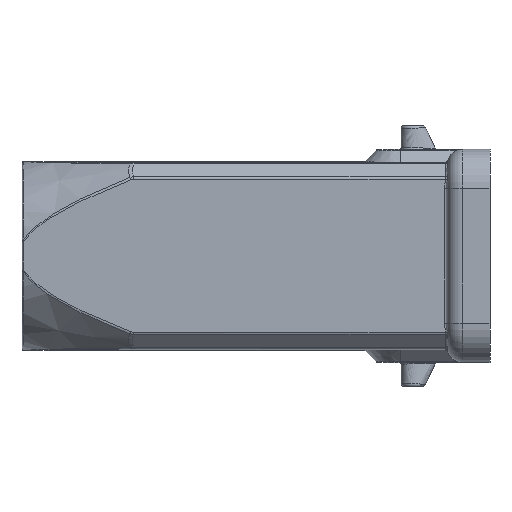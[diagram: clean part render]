
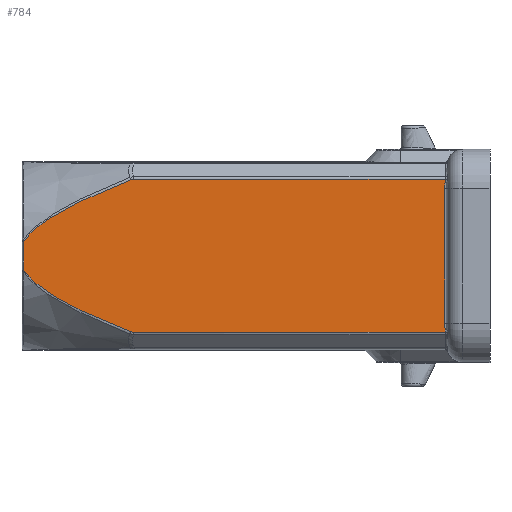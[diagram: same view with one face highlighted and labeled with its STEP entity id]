
A CAD part, top view. The second image highlights one B-rep face of the part: STEP entity #784.
In plain terms, the highlighted planar face has unit normal (0, 0, 1).
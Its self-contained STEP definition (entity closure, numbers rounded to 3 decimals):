
#215=PLANE('',#2790);
#252=FACE_OUTER_BOUND('',#1050,.T.);
#427=B_SPLINE_CURVE_WITH_KNOTS('',3,(#4015,#4016,#4017,#4018,#4019,#4020,
#4021,#4022),.UNSPECIFIED.,.F.,.F.,(4,2,2,4),(0.,0.5,0.75,
1.),.UNSPECIFIED.);
#428=B_SPLINE_CURVE_WITH_KNOTS('',3,(#4027,#4028,#4029,#4030,#4031,#4032,
#4033,#4034),.UNSPECIFIED.,.F.,.F.,(4,2,2,4),(0.,0.25,0.5,
1.),.UNSPECIFIED.);
#429=B_SPLINE_CURVE_WITH_KNOTS('',3,(#4036,#4037,#4038,#4039),
 .UNSPECIFIED.,.F.,.F.,(4,4),(0.,1.),.UNSPECIFIED.);
#430=B_SPLINE_CURVE_WITH_KNOTS('',3,(#4043,#4044,#4045,#4046),
 .UNSPECIFIED.,.F.,.F.,(4,4),(0.,1.),.UNSPECIFIED.);
#431=B_SPLINE_CURVE_WITH_KNOTS('',3,(#4050,#4051,#4052,#4053),
 .UNSPECIFIED.,.F.,.F.,(4,4),(0.,1.),.UNSPECIFIED.);
#432=B_SPLINE_CURVE_WITH_KNOTS('',3,(#4057,#4058,#4059,#4060,#4061,#4062,
#4063),.UNSPECIFIED.,.F.,.F.,(4,3,4),(0.,0.115,1.),
 .UNSPECIFIED.);
#593=LINE('',#4025,#705);
#594=LINE('',#4041,#706);
#595=LINE('',#4048,#707);
#596=LINE('',#4055,#708);
#705=VECTOR('',#3115,1.);
#706=VECTOR('',#3116,1.);
#707=VECTOR('',#3117,1.);
#708=VECTOR('',#3118,1.);
#784=ADVANCED_FACE('',(#252),#215,.F.);
#1050=EDGE_LOOP('',(#1334,#1335,#1336,#1337,#1338,#1339,#1340,#1341,#1342,
#1343));
#1334=ORIENTED_EDGE('',*,*,#2346,.T.);
#1335=ORIENTED_EDGE('',*,*,#2347,.T.);
#1336=ORIENTED_EDGE('',*,*,#2348,.T.);
#1337=ORIENTED_EDGE('',*,*,#2349,.T.);
#1338=ORIENTED_EDGE('',*,*,#2350,.T.);
#1339=ORIENTED_EDGE('',*,*,#2351,.T.);
#1340=ORIENTED_EDGE('',*,*,#2352,.T.);
#1341=ORIENTED_EDGE('',*,*,#2353,.T.);
#1342=ORIENTED_EDGE('',*,*,#2354,.T.);
#1343=ORIENTED_EDGE('',*,*,#2355,.T.);
#2097=VERTEX_POINT('',#4023);
#2098=VERTEX_POINT('',#4024);
#2099=VERTEX_POINT('',#4026);
#2100=VERTEX_POINT('',#4035);
#2101=VERTEX_POINT('',#4040);
#2102=VERTEX_POINT('',#4042);
#2103=VERTEX_POINT('',#4047);
#2104=VERTEX_POINT('',#4049);
#2105=VERTEX_POINT('',#4054);
#2106=VERTEX_POINT('',#4056);
#2346=EDGE_CURVE('',#2097,#2098,#427,.T.);
#2347=EDGE_CURVE('',#2098,#2099,#593,.T.);
#2348=EDGE_CURVE('',#2099,#2100,#428,.T.);
#2349=EDGE_CURVE('',#2100,#2101,#429,.T.);
#2350=EDGE_CURVE('',#2101,#2102,#594,.T.);
#2351=EDGE_CURVE('',#2102,#2103,#430,.T.);
#2352=EDGE_CURVE('',#2103,#2104,#595,.T.);
#2353=EDGE_CURVE('',#2104,#2105,#431,.T.);
#2354=EDGE_CURVE('',#2105,#2106,#596,.T.);
#2355=EDGE_CURVE('',#2106,#2097,#432,.T.);
#2790=AXIS2_PLACEMENT_3D('',#4064,#3119,#3120);
#3115=DIRECTION('',(0.,-1.,0.));
#3116=DIRECTION('',(1.,0.,0.));
#3117=DIRECTION('',(0.,1.,0.));
#3118=DIRECTION('',(-1.,0.,0.));
#3119=DIRECTION('',(0.,0.,-1.));
#3120=DIRECTION('',(-1.,0.,0.));
#4015=CARTESIAN_POINT('',(-46.06,9.724,12.));
#4016=CARTESIAN_POINT('',(-48.545,8.764,12.));
#4017=CARTESIAN_POINT('',(-51.006,7.747,12.));
#4018=CARTESIAN_POINT('',(-54.576,5.948,12.));
#4019=CARTESIAN_POINT('',(-55.746,5.303,12.));
#4020=CARTESIAN_POINT('',(-57.955,3.808,12.));
#4021=CARTESIAN_POINT('',(-59.031,2.973,12.));
#4022=CARTESIAN_POINT('',(-59.749,1.845,12.));
#4023=CARTESIAN_POINT('',(-46.06,9.724,12.));
#4024=CARTESIAN_POINT('',(-59.749,1.845,12.));
#4025=CARTESIAN_POINT('',(-59.749,-1.398,12.));
#4026=CARTESIAN_POINT('',(-59.749,-1.845,12.));
#4027=CARTESIAN_POINT('',(-59.749,-1.845,12.));
#4028=CARTESIAN_POINT('',(-59.031,-2.974,12.));
#4029=CARTESIAN_POINT('',(-57.955,-3.808,12.));
#4030=CARTESIAN_POINT('',(-55.746,-5.303,12.));
#4031=CARTESIAN_POINT('',(-54.576,-5.948,12.));
#4032=CARTESIAN_POINT('',(-51.006,-7.747,12.));
#4033=CARTESIAN_POINT('',(-48.545,-8.764,12.));
#4034=CARTESIAN_POINT('',(-46.06,-9.724,12.));
#4035=CARTESIAN_POINT('',(-46.06,-9.724,12.));
#4036=CARTESIAN_POINT('',(-46.06,-9.724,12.));
#4037=CARTESIAN_POINT('',(-45.939,-9.77,12.));
#4038=CARTESIAN_POINT('',(-45.808,-9.793,12.));
#4039=CARTESIAN_POINT('',(-45.679,-9.793,12.));
#4040=CARTESIAN_POINT('',(-45.679,-9.793,12.));
#4041=CARTESIAN_POINT('',(-5.485,-9.793,12.));
#4042=CARTESIAN_POINT('',(-5.756,-9.793,12.));
#4043=CARTESIAN_POINT('',(-5.756,-9.793,12.));
#4044=CARTESIAN_POINT('',(-5.781,-9.413,12.));
#4045=CARTESIAN_POINT('',(-5.786,-9.031,12.));
#4046=CARTESIAN_POINT('',(-5.786,-8.65,12.));
#4047=CARTESIAN_POINT('',(-5.786,-8.65,12.));
#4048=CARTESIAN_POINT('',(-5.786,0.,12.));
#4049=CARTESIAN_POINT('',(-5.786,8.65,12.));
#4050=CARTESIAN_POINT('',(-5.786,8.65,12.));
#4051=CARTESIAN_POINT('',(-5.786,9.031,12.));
#4052=CARTESIAN_POINT('',(-5.781,9.413,12.));
#4053=CARTESIAN_POINT('',(-5.756,9.793,12.));
#4054=CARTESIAN_POINT('',(-5.756,9.793,12.));
#4055=CARTESIAN_POINT('',(-45.608,9.793,12.));
#4056=CARTESIAN_POINT('',(-45.679,9.793,12.));
#4057=CARTESIAN_POINT('',(-45.679,9.793,12.));
#4058=CARTESIAN_POINT('',(-45.694,9.793,12.));
#4059=CARTESIAN_POINT('',(-45.709,9.793,12.));
#4060=CARTESIAN_POINT('',(-45.724,9.792,12.));
#4061=CARTESIAN_POINT('',(-45.838,9.788,12.));
#4062=CARTESIAN_POINT('',(-45.953,9.765,12.));
#4063=CARTESIAN_POINT('',(-46.06,9.724,12.));
#4064=CARTESIAN_POINT('',(-59.433,0.,12.));
